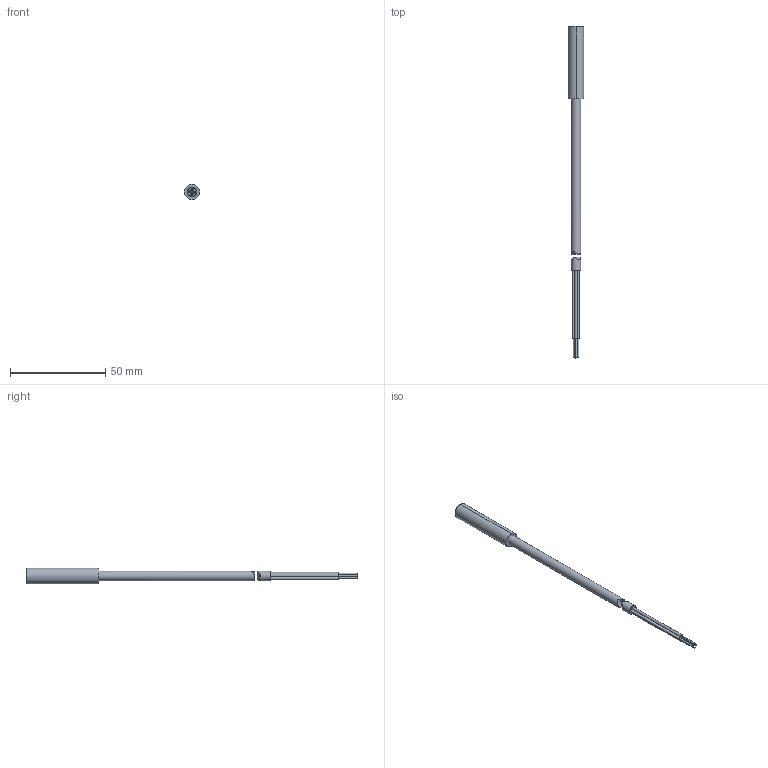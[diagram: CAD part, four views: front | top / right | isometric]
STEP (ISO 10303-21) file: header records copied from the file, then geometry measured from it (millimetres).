
FILE_DESCRIPTION (( 'STEP AP214' ), '1' );
FILE_NAME ('A081.STEP', '2021-12-29T16:14:33', ( '' ), ( '' ), 'SwSTEP 2.0', 'SolidWorks 2021', '' );
FILE_SCHEMA (( 'AUTOMOTIVE_DESIGN' ));
Length unit declared in the file: millimetre
Products named in the file (3): A081; 1A08 10 06 0000_corpo pieno; Cavo 1PQB
Assembly tree (2 placements, depth 2):
  A081
    1A08 10 06 0000_corpo pieno
    Cavo 1PQB
Bounding box: 8 x 174 x 8 mm (x, y, z)
Volume: 4084.1 mm3; surface area: 3431.9 mm2
Topology: 3 solids, 3 shells, 38 faces, 70 edges, 46 vertices
Faces by surface type: cylinder 22, plane 12, cone 2, bspline 2
Entity records: 1539 total; most frequent: CARTESIAN_POINT 347, DIRECTION 190, ORIENTED_EDGE 140, AXIS2_PLACEMENT_3D 83, EDGE_CURVE 70, EDGE_LOOP 46, VERTEX_POINT 46, CIRCLE 42
